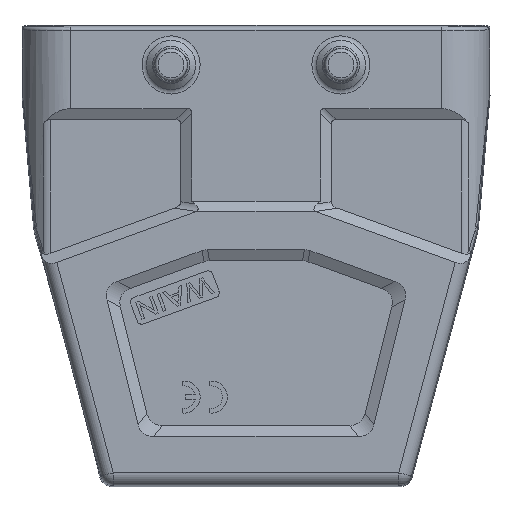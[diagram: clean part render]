
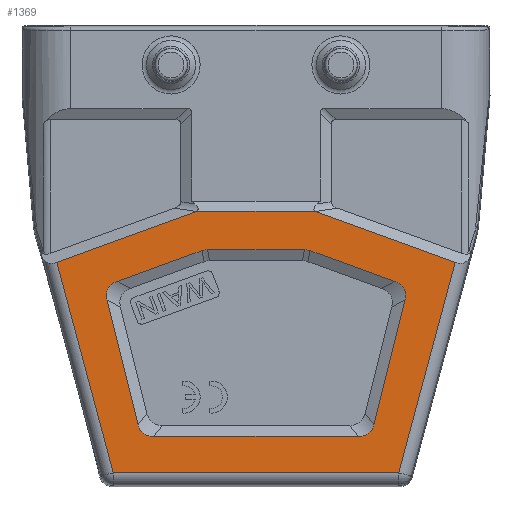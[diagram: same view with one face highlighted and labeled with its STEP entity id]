
A CAD part, front view. The second image highlights one B-rep face of the part: STEP entity #1369.
In plain terms, the highlighted planar face has unit normal (0, -1, 0).
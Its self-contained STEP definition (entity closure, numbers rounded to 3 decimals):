
#1369=ADVANCED_FACE('',(#1848,#1849),#1608,.F.);
#1608=PLANE('',#9187);
#1738=ELLIPSE('',#9169,12.156,5.);
#1739=ELLIPSE('',#9172,12.156,5.);
#1740=ELLIPSE('',#9175,12.766,5.);
#1741=ELLIPSE('',#9178,10.116,5.);
#1742=ELLIPSE('',#9181,10.116,5.);
#1743=ELLIPSE('',#9184,12.766,5.);
#1848=FACE_BOUND('',#2381,.T.);
#1849=FACE_BOUND('',#2382,.T.);
#2381=EDGE_LOOP('',(#6101,#6102,#6103,#6104,#6105,#6106,#6107,#6108,#6109,
#6110,#6111,#6112));
#2382=EDGE_LOOP('',(#6113,#6114,#6115,#6116,#6117,#6118));
#2906=LINE('',#15399,#3609);
#2908=LINE('',#15403,#3611);
#2911=LINE('',#15420,#3614);
#2919=LINE('',#15475,#3622);
#2931=LINE('',#15678,#3634);
#2932=LINE('',#15680,#3635);
#3066=LINE('',#16016,#3769);
#3069=LINE('',#16024,#3772);
#3072=LINE('',#16032,#3775);
#3075=LINE('',#16040,#3778);
#3078=LINE('',#16048,#3781);
#3080=LINE('',#16054,#3783);
#3609=VECTOR('',#11006,1.);
#3611=VECTOR('',#11012,1.);
#3614=VECTOR('',#11029,1.);
#3622=VECTOR('',#11055,1.);
#3634=VECTOR('',#11171,1.);
#3635=VECTOR('',#11174,1.);
#3769=VECTOR('',#11474,1.);
#3772=VECTOR('',#11483,1.);
#3775=VECTOR('',#11492,1.);
#3778=VECTOR('',#11501,1.);
#3781=VECTOR('',#11510,1.);
#3783=VECTOR('',#11518,1.);
#6101=ORIENTED_EDGE('',*,*,#8098,.F.);
#6102=ORIENTED_EDGE('',*,*,#8096,.T.);
#6103=ORIENTED_EDGE('',*,*,#8094,.F.);
#6104=ORIENTED_EDGE('',*,*,#8092,.F.);
#6105=ORIENTED_EDGE('',*,*,#8090,.F.);
#6106=ORIENTED_EDGE('',*,*,#8088,.T.);
#6107=ORIENTED_EDGE('',*,*,#8086,.F.);
#6108=ORIENTED_EDGE('',*,*,#8084,.F.);
#6109=ORIENTED_EDGE('',*,*,#8082,.F.);
#6110=ORIENTED_EDGE('',*,*,#8080,.F.);
#6111=ORIENTED_EDGE('',*,*,#8078,.T.);
#6112=ORIENTED_EDGE('',*,*,#8099,.F.);
#6113=ORIENTED_EDGE('',*,*,#7858,.T.);
#6114=ORIENTED_EDGE('',*,*,#7850,.T.);
#6115=ORIENTED_EDGE('',*,*,#7872,.F.);
#6116=ORIENTED_EDGE('',*,*,#7848,.F.);
#6117=ORIENTED_EDGE('',*,*,#7920,.F.);
#6118=ORIENTED_EDGE('',*,*,#7921,.T.);
#6771=VERTEX_POINT('',#15393);
#6772=VERTEX_POINT('',#15397);
#6773=VERTEX_POINT('',#15404);
#6774=VERTEX_POINT('',#15405);
#6779=VERTEX_POINT('',#15418);
#6811=VERTEX_POINT('',#15677);
#6912=VERTEX_POINT('',#16009);
#6913=VERTEX_POINT('',#16011);
#6914=VERTEX_POINT('',#16015);
#6915=VERTEX_POINT('',#16019);
#6916=VERTEX_POINT('',#16023);
#6917=VERTEX_POINT('',#16027);
#6918=VERTEX_POINT('',#16031);
#6919=VERTEX_POINT('',#16035);
#6920=VERTEX_POINT('',#16039);
#6921=VERTEX_POINT('',#16043);
#6922=VERTEX_POINT('',#16047);
#6923=VERTEX_POINT('',#16051);
#7848=EDGE_CURVE('',#6771,#6772,#2906,.T.);
#7850=EDGE_CURVE('',#6773,#6774,#2908,.T.);
#7858=EDGE_CURVE('',#6779,#6773,#2911,.T.);
#7872=EDGE_CURVE('',#6772,#6774,#2919,.T.);
#7920=EDGE_CURVE('',#6811,#6771,#2931,.T.);
#7921=EDGE_CURVE('',#6811,#6779,#2932,.T.);
#8078=EDGE_CURVE('',#6912,#6913,#1738,.T.);
#8080=EDGE_CURVE('',#6912,#6914,#3066,.T.);
#8082=EDGE_CURVE('',#6914,#6915,#1739,.T.);
#8084=EDGE_CURVE('',#6915,#6916,#3069,.T.);
#8086=EDGE_CURVE('',#6916,#6917,#1740,.T.);
#8088=EDGE_CURVE('',#6918,#6917,#3072,.T.);
#8090=EDGE_CURVE('',#6918,#6919,#1741,.T.);
#8092=EDGE_CURVE('',#6919,#6920,#3075,.T.);
#8094=EDGE_CURVE('',#6920,#6921,#1742,.T.);
#8096=EDGE_CURVE('',#6922,#6921,#3078,.T.);
#8098=EDGE_CURVE('',#6922,#6923,#1743,.T.);
#8099=EDGE_CURVE('',#6923,#6913,#3080,.T.);
#9169=AXIS2_PLACEMENT_3D('',#16012,#11469,#11470);
#9172=AXIS2_PLACEMENT_3D('',#16020,#11478,#11479);
#9175=AXIS2_PLACEMENT_3D('',#16028,#11487,#11488);
#9178=AXIS2_PLACEMENT_3D('',#16036,#11496,#11497);
#9181=AXIS2_PLACEMENT_3D('',#16044,#11505,#11506);
#9184=AXIS2_PLACEMENT_3D('',#16052,#11514,#11515);
#9187=AXIS2_PLACEMENT_3D('',#16056,#11521,#11522);
#11006=DIRECTION('',(1.,0.,0.));
#11012=DIRECTION('',(0.259,0.,0.966));
#11029=DIRECTION('',(1.,0.,0.));
#11055=DIRECTION('',(0.94,0.,-0.342));
#11171=DIRECTION('',(0.94,0.,0.342));
#11174=DIRECTION('',(0.259,0.,-0.966));
#11469=DIRECTION('',(0.,1.,0.));
#11470=DIRECTION('',(-0.624,0.,-0.782));
#11474=DIRECTION('',(1.,0.,0.));
#11478=DIRECTION('',(0.,-1.,0.));
#11479=DIRECTION('',(0.624,0.,-0.782));
#11483=DIRECTION('',(0.242,0.,0.97));
#11487=DIRECTION('',(0.,-1.,0.));
#11488=DIRECTION('',(-0.887,0.,-0.462));
#11492=DIRECTION('',(0.94,0.,-0.342));
#11496=DIRECTION('',(0.,-1.,0.));
#11497=DIRECTION('',(0.174,0.,0.985));
#11501=DIRECTION('',(-1.,0.,0.));
#11505=DIRECTION('',(0.,-1.,0.));
#11506=DIRECTION('',(-0.174,0.,0.985));
#11510=DIRECTION('',(0.94,0.,0.342));
#11514=DIRECTION('',(0.,-1.,0.));
#11515=DIRECTION('',(0.887,0.,-0.462));
#11518=DIRECTION('',(0.242,0.,-0.97));
#11521=DIRECTION('',(0.,1.,0.));
#11522=DIRECTION('',(1.,0.,0.));
#15393=CARTESIAN_POINT('',(-9.211,-22.499,-29.055));
#15397=CARTESIAN_POINT('',(9.211,-22.499,-29.055));
#15399=CARTESIAN_POINT('',(0.,-22.5,-29.057));
#15403=CARTESIAN_POINT('',(22.273,-22.5,-69.821));
#15404=CARTESIAN_POINT('',(22.273,-22.5,-69.821));
#15405=CARTESIAN_POINT('',(31.065,-22.5,-37.01));
#15418=CARTESIAN_POINT('',(-22.273,-22.5,-69.821));
#15420=CARTESIAN_POINT('',(-22.273,-22.5,-69.821));
#15475=CARTESIAN_POINT('',(22.07,-22.5,-33.736));
#15677=CARTESIAN_POINT('',(-31.065,-22.5,-37.01));
#15678=CARTESIAN_POINT('',(-22.07,-22.5,-33.736));
#15680=CARTESIAN_POINT('',(-27.34,-22.5,-50.909));
#16009=CARTESIAN_POINT('',(-15.977,-22.5,-64.151));
#16011=CARTESIAN_POINT('',(-18.398,-22.5,-62.277));
#16012=CARTESIAN_POINT('',(-9.991,-22.5,-54.151));
#16015=CARTESIAN_POINT('',(15.977,-22.5,-64.151));
#16016=CARTESIAN_POINT('',(-15.977,-22.5,-64.151));
#16019=CARTESIAN_POINT('',(18.398,-22.5,-62.277));
#16020=CARTESIAN_POINT('',(9.991,-22.5,-54.151));
#16023=CARTESIAN_POINT('',(23.224,-22.5,-42.895));
#16024=CARTESIAN_POINT('',(18.398,-22.5,-62.277));
#16027=CARTESIAN_POINT('',(21.647,-22.5,-39.967));
#16028=CARTESIAN_POINT('',(11.769,-22.5,-47.013));
#16031=CARTESIAN_POINT('',(8.414,-22.5,-35.151));
#16032=CARTESIAN_POINT('',(8.414,-22.5,-35.151));
#16035=CARTESIAN_POINT('',(7.559,-22.5,-35.));
#16036=CARTESIAN_POINT('',(6.237,-22.5,-45.));
#16039=CARTESIAN_POINT('',(-7.559,-22.5,-35.));
#16040=CARTESIAN_POINT('',(7.559,-22.5,-35.));
#16043=CARTESIAN_POINT('',(-8.414,-22.5,-35.151));
#16044=CARTESIAN_POINT('',(-6.237,-22.5,-45.));
#16047=CARTESIAN_POINT('',(-21.647,-22.5,-39.967));
#16048=CARTESIAN_POINT('',(-21.647,-22.5,-39.967));
#16051=CARTESIAN_POINT('',(-23.224,-22.5,-42.895));
#16052=CARTESIAN_POINT('',(-11.769,-22.5,-47.013));
#16054=CARTESIAN_POINT('',(-23.224,-22.5,-42.895));
#16056=CARTESIAN_POINT('',(0.,-22.5,0.));
